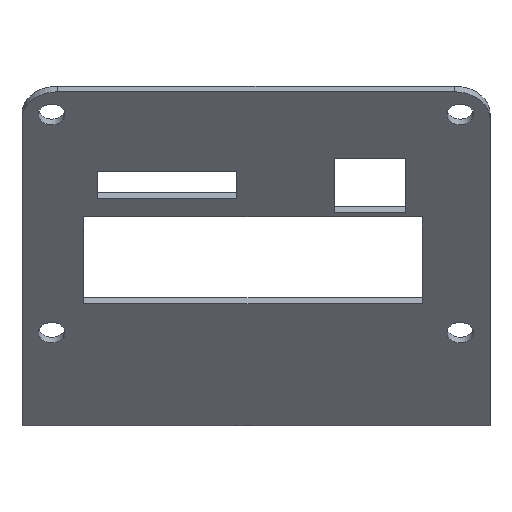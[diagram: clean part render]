
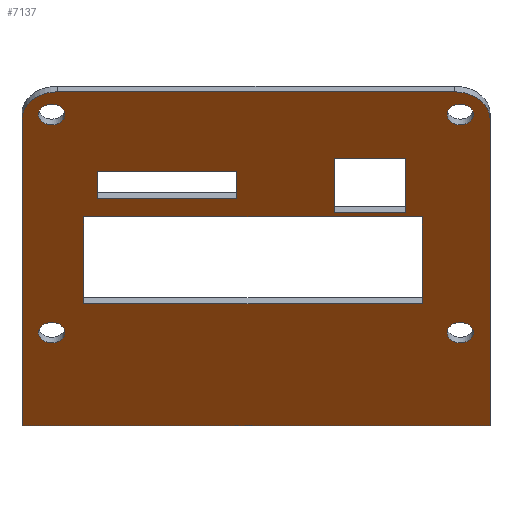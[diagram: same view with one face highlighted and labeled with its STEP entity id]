
A CAD part, top view. The second image highlights one B-rep face of the part: STEP entity #7137.
In plain terms, the highlighted planar face has unit normal (0, -0.643, 0.766).
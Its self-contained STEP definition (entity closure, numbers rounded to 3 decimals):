
#816=FACE_BOUND('',#1632,.T.);
#817=FACE_BOUND('',#1633,.T.);
#818=FACE_BOUND('',#1634,.T.);
#819=FACE_BOUND('',#1635,.T.);
#820=FACE_BOUND('',#1636,.T.);
#821=FACE_BOUND('',#1637,.T.);
#822=FACE_BOUND('',#1638,.T.);
#823=CIRCLE('',#7158,6.);
#830=CIRCLE('',#7168,6.);
#831=CIRCLE('',#7269,2.25);
#832=CIRCLE('',#7271,2.25);
#833=CIRCLE('',#7273,2.25);
#834=CIRCLE('',#7275,2.25);
#1220=FACE_OUTER_BOUND('',#1631,.T.);
#1631=EDGE_LOOP('',(#6610,#6611,#6612,#6613,#6614,#6615));
#1632=EDGE_LOOP('',(#6616));
#1633=EDGE_LOOP('',(#6617));
#1634=EDGE_LOOP('',(#6618));
#1635=EDGE_LOOP('',(#6619));
#1636=EDGE_LOOP('',(#6620,#6621,#6622,#6623));
#1637=EDGE_LOOP('',(#6624,#6625,#6626,#6627));
#1638=EDGE_LOOP('',(#6628,#6629,#6630,#6631));
#1641=LINE('',#8111,#2183);
#1644=LINE('',#8117,#2186);
#1649=LINE('',#8126,#2191);
#1651=LINE('',#8129,#2193);
#1741=LINE('',#9549,#2283);
#2161=LINE('',#14594,#2703);
#2163=LINE('',#14598,#2705);
#2165=LINE('',#14601,#2707);
#2167=LINE('',#14606,#2709);
#2169=LINE('',#14610,#2711);
#2171=LINE('',#14614,#2713);
#2173=LINE('',#14617,#2715);
#2175=LINE('',#14622,#2717);
#2177=LINE('',#14626,#2719);
#2179=LINE('',#14630,#2721);
#2181=LINE('',#14633,#2723);
#2183=VECTOR('',#7294,10.);
#2186=VECTOR('',#7299,10.);
#2191=VECTOR('',#7306,10.);
#2193=VECTOR('',#7310,10.);
#2283=VECTOR('',#7420,10.);
#2703=VECTOR('',#8060,10.);
#2705=VECTOR('',#8064,10.);
#2707=VECTOR('',#8068,10.);
#2709=VECTOR('',#8072,10.);
#2711=VECTOR('',#8076,10.);
#2713=VECTOR('',#8080,10.);
#2715=VECTOR('',#8084,10.);
#2717=VECTOR('',#8088,10.);
#2719=VECTOR('',#8092,10.);
#2721=VECTOR('',#8096,10.);
#2723=VECTOR('',#8100,10.);
#2724=VERTEX_POINT('',#8107);
#2726=VERTEX_POINT('',#8110);
#2728=VERTEX_POINT('',#8116);
#2731=VERTEX_POINT('',#8124);
#2732=VERTEX_POINT('',#8131);
#2733=VERTEX_POINT('',#8132);
#3031=VERTEX_POINT('',#9548);
#3032=VERTEX_POINT('',#9552);
#3422=VERTEX_POINT('',#14577);
#3423=VERTEX_POINT('',#14581);
#3424=VERTEX_POINT('',#14585);
#3425=VERTEX_POINT('',#14589);
#3426=VERTEX_POINT('',#14593);
#3427=VERTEX_POINT('',#14597);
#3428=VERTEX_POINT('',#14603);
#3429=VERTEX_POINT('',#14605);
#3430=VERTEX_POINT('',#14609);
#3431=VERTEX_POINT('',#14613);
#3432=VERTEX_POINT('',#14619);
#3433=VERTEX_POINT('',#14621);
#3434=VERTEX_POINT('',#14625);
#3435=VERTEX_POINT('',#14629);
#3437=EDGE_CURVE('',#2724,#2726,#1641,.T.);
#3440=EDGE_CURVE('',#2726,#2728,#1644,.T.);
#3445=EDGE_CURVE('',#2731,#2724,#1649,.T.);
#3447=EDGE_CURVE('',#2728,#2731,#1651,.T.);
#3448=EDGE_CURVE('',#2732,#2733,#823,.T.);
#3748=EDGE_CURVE('',#3031,#2733,#1741,.T.);
#3750=EDGE_CURVE('',#3031,#3032,#830,.T.);
#4476=EDGE_CURVE('',#3422,#3422,#831,.T.);
#4478=EDGE_CURVE('',#3423,#3423,#832,.T.);
#4480=EDGE_CURVE('',#3424,#3424,#833,.T.);
#4482=EDGE_CURVE('',#3425,#3425,#834,.T.);
#4483=EDGE_CURVE('',#3426,#3032,#2161,.T.);
#4485=EDGE_CURVE('',#3427,#3426,#2163,.T.);
#4487=EDGE_CURVE('',#2732,#3427,#2165,.T.);
#4489=EDGE_CURVE('',#3429,#3428,#2167,.T.);
#4491=EDGE_CURVE('',#3430,#3429,#2169,.T.);
#4493=EDGE_CURVE('',#3431,#3430,#2171,.T.);
#4495=EDGE_CURVE('',#3428,#3431,#2173,.T.);
#4497=EDGE_CURVE('',#3433,#3432,#2175,.T.);
#4499=EDGE_CURVE('',#3434,#3433,#2177,.T.);
#4501=EDGE_CURVE('',#3435,#3434,#2179,.T.);
#4503=EDGE_CURVE('',#3432,#3435,#2181,.T.);
#6610=ORIENTED_EDGE('',*,*,#3448,.F.);
#6611=ORIENTED_EDGE('',*,*,#4487,.T.);
#6612=ORIENTED_EDGE('',*,*,#4485,.T.);
#6613=ORIENTED_EDGE('',*,*,#4483,.T.);
#6614=ORIENTED_EDGE('',*,*,#3750,.F.);
#6615=ORIENTED_EDGE('',*,*,#3748,.T.);
#6616=ORIENTED_EDGE('',*,*,#4476,.T.);
#6617=ORIENTED_EDGE('',*,*,#4478,.T.);
#6618=ORIENTED_EDGE('',*,*,#4480,.T.);
#6619=ORIENTED_EDGE('',*,*,#4482,.T.);
#6620=ORIENTED_EDGE('',*,*,#3437,.F.);
#6621=ORIENTED_EDGE('',*,*,#3445,.F.);
#6622=ORIENTED_EDGE('',*,*,#3447,.F.);
#6623=ORIENTED_EDGE('',*,*,#3440,.F.);
#6624=ORIENTED_EDGE('',*,*,#4503,.T.);
#6625=ORIENTED_EDGE('',*,*,#4501,.T.);
#6626=ORIENTED_EDGE('',*,*,#4499,.T.);
#6627=ORIENTED_EDGE('',*,*,#4497,.T.);
#6628=ORIENTED_EDGE('',*,*,#4495,.T.);
#6629=ORIENTED_EDGE('',*,*,#4493,.T.);
#6630=ORIENTED_EDGE('',*,*,#4491,.T.);
#6631=ORIENTED_EDGE('',*,*,#4489,.T.);
#6756=PLANE('',#7287);
#7137=ADVANCED_FACE('',(#1220,#816,#817,#818,#819,#820,#821,#822),#6756,
 .T.);
#7158=AXIS2_PLACEMENT_3D('',#8133,#7313,#7314);
#7168=AXIS2_PLACEMENT_3D('',#9553,#7424,#7425);
#7269=AXIS2_PLACEMENT_3D('',#14579,#8041,#8042);
#7271=AXIS2_PLACEMENT_3D('',#14583,#8046,#8047);
#7273=AXIS2_PLACEMENT_3D('',#14587,#8051,#8052);
#7275=AXIS2_PLACEMENT_3D('',#14591,#8056,#8057);
#7287=AXIS2_PLACEMENT_3D('',#14634,#8101,#8102);
#7294=DIRECTION('',(0.,-0.766,-0.643));
#7299=DIRECTION('',(1.,0.,0.));
#7306=DIRECTION('',(-1.,0.,0.));
#7310=DIRECTION('',(0.,0.766,0.643));
#7313=DIRECTION('center_axis',(0.,0.643,-0.766));
#7314=DIRECTION('ref_axis',(-0.707,0.542,0.455));
#7420=DIRECTION('',(-1.,0.,0.));
#7424=DIRECTION('center_axis',(0.,0.643,-0.766));
#7425=DIRECTION('ref_axis',(0.707,0.542,0.455));
#8041=DIRECTION('center_axis',(0.,0.643,-0.766));
#8042=DIRECTION('ref_axis',(1.,0.,0.));
#8046=DIRECTION('center_axis',(0.,0.643,-0.766));
#8047=DIRECTION('ref_axis',(1.,0.,0.));
#8051=DIRECTION('center_axis',(0.,0.643,-0.766));
#8052=DIRECTION('ref_axis',(1.,0.,0.));
#8056=DIRECTION('center_axis',(0.,0.643,-0.766));
#8057=DIRECTION('ref_axis',(1.,0.,0.));
#8060=DIRECTION('',(0.,0.766,0.643));
#8064=DIRECTION('',(1.,0.,0.));
#8068=DIRECTION('',(0.,-0.766,-0.643));
#8072=DIRECTION('',(1.,0.,0.));
#8076=DIRECTION('',(0.,0.766,0.643));
#8080=DIRECTION('',(-1.,0.,0.));
#8084=DIRECTION('',(0.,-0.766,-0.643));
#8088=DIRECTION('',(0.,-0.766,-0.643));
#8092=DIRECTION('',(1.,0.,0.));
#8096=DIRECTION('',(0.,0.766,0.643));
#8100=DIRECTION('',(-1.,0.,0.));
#8101=DIRECTION('center_axis',(0.,-0.643,0.766));
#8102=DIRECTION('ref_axis',(1.,0.,0.));
#8107=CARTESIAN_POINT('',(-36.354,24.709,37.19));
#8110=CARTESIAN_POINT('',(-36.354,20.113,33.333));
#8111=CARTESIAN_POINT('',(-36.354,17.049,30.762));
#8116=CARTESIAN_POINT('',(-12.854,20.113,33.333));
#8117=CARTESIAN_POINT('',(-8.854,20.113,33.333));
#8124=CARTESIAN_POINT('',(-12.854,24.709,37.19));
#8126=CARTESIAN_POINT('',(-38.354,24.709,37.19));
#8129=CARTESIAN_POINT('',(-12.854,26.241,38.476));
#8131=CARTESIAN_POINT('',(-49.094,33.465,44.537));
#8132=CARTESIAN_POINT('',(-43.094,38.061,48.394));
#8133=CARTESIAN_POINT('Origin',(-43.094,33.465,44.537));
#9548=CARTESIAN_POINT('',(23.906,38.061,48.394));
#9549=CARTESIAN_POINT('',(-49.094,38.061,48.394));
#9552=CARTESIAN_POINT('',(29.906,33.465,44.537));
#9553=CARTESIAN_POINT('Origin',(23.906,33.465,44.537));
#14577=CARTESIAN_POINT('',(22.656,34.231,45.18));
#14579=CARTESIAN_POINT('Origin',(24.906,34.231,45.18));
#14581=CARTESIAN_POINT('',(-46.344,34.231,45.18));
#14583=CARTESIAN_POINT('Origin',(-44.094,34.231,45.18));
#14585=CARTESIAN_POINT('',(22.656,-2.539,14.326));
#14587=CARTESIAN_POINT('Origin',(24.906,-2.539,14.326));
#14589=CARTESIAN_POINT('',(-46.344,-2.539,14.326));
#14591=CARTESIAN_POINT('Origin',(-44.094,-2.539,14.326));
#14593=CARTESIAN_POINT('',(29.906,-18.243,1.149));
#14594=CARTESIAN_POINT('',(29.906,38.061,48.394));
#14597=CARTESIAN_POINT('',(-49.094,-18.243,1.149));
#14598=CARTESIAN_POINT('',(29.906,-18.243,1.149));
#14601=CARTESIAN_POINT('',(-49.094,-18.243,1.149));
#14603=CARTESIAN_POINT('',(18.476,16.972,30.698));
#14605=CARTESIAN_POINT('',(-38.674,16.972,30.698));
#14606=CARTESIAN_POINT('',(-0.574,16.972,30.698));
#14609=CARTESIAN_POINT('',(-38.674,2.379,18.453));
#14610=CARTESIAN_POINT('',(-38.674,2.379,18.453));
#14613=CARTESIAN_POINT('',(18.476,2.379,18.453));
#14614=CARTESIAN_POINT('',(-19.624,2.379,18.453));
#14617=CARTESIAN_POINT('',(18.476,16.972,30.698));
#14619=CARTESIAN_POINT('',(15.666,17.707,31.315));
#14621=CARTESIAN_POINT('',(15.666,26.9,39.029));
#14622=CARTESIAN_POINT('',(15.666,26.9,39.029));
#14625=CARTESIAN_POINT('',(3.666,26.9,39.029));
#14626=CARTESIAN_POINT('',(3.666,26.9,39.029));
#14629=CARTESIAN_POINT('',(3.666,17.707,31.315));
#14630=CARTESIAN_POINT('',(3.666,17.707,31.315));
#14633=CARTESIAN_POINT('',(15.666,17.707,31.315));
#14634=CARTESIAN_POINT('Origin',(-10.094,16.229,30.075));
